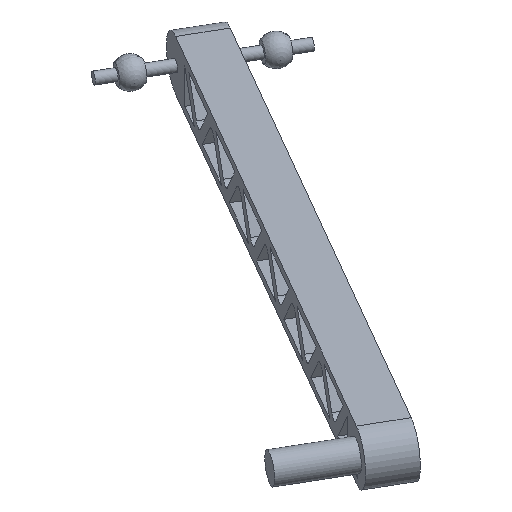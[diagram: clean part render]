
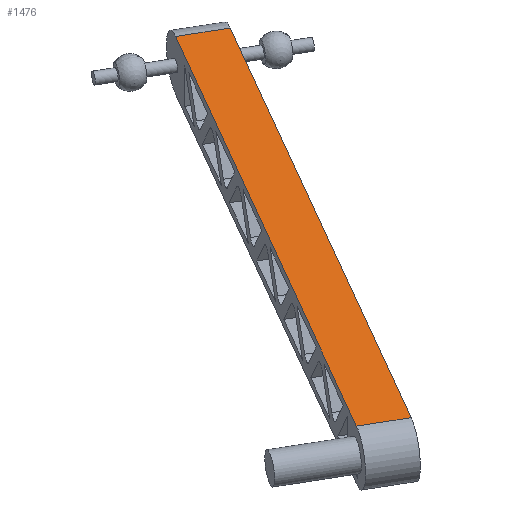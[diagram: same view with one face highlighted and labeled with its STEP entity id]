
A CAD part, isometric view. The second image highlights one B-rep face of the part: STEP entity #1476.
In plain terms, the highlighted face is planar.
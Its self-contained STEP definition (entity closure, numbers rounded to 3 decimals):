
#96=PLANE('',#1628);
#208=FACE_OUTER_BOUND('',#319,.T.);
#319=EDGE_LOOP('',(#1378,#1379,#1380,#1381));
#336=LINE('',#2132,#487);
#458=LINE('',#2423,#609);
#470=LINE('',#2449,#621);
#471=LINE('',#2451,#622);
#487=VECTOR('',#1740,10.);
#609=VECTOR('',#1994,10.);
#621=VECTOR('',#2030,10.);
#622=VECTOR('',#2033,10.);
#694=VERTEX_POINT('',#2129);
#695=VERTEX_POINT('',#2131);
#797=VERTEX_POINT('',#2421);
#798=VERTEX_POINT('',#2422);
#835=EDGE_CURVE('',#694,#695,#336,.T.);
#980=EDGE_CURVE('',#797,#798,#458,.T.);
#994=EDGE_CURVE('',#797,#695,#470,.T.);
#995=EDGE_CURVE('',#798,#694,#471,.T.);
#1378=ORIENTED_EDGE('',*,*,#980,.F.);
#1379=ORIENTED_EDGE('',*,*,#994,.T.);
#1380=ORIENTED_EDGE('',*,*,#835,.F.);
#1381=ORIENTED_EDGE('',*,*,#995,.F.);
#1476=ADVANCED_FACE('',(#208),#96,.T.);
#1628=AXIS2_PLACEMENT_3D('',#2450,#2031,#2032);
#1740=DIRECTION('',(-1.,0.,0.));
#1994=DIRECTION('',(1.,0.,0.));
#2030=DIRECTION('',(0.,1.,0.));
#2031=DIRECTION('center_axis',(0.,0.,-1.));
#2032=DIRECTION('ref_axis',(-1.,0.,0.));
#2033=DIRECTION('',(0.,1.,0.));
#2129=CARTESIAN_POINT('',(147.875,6.,-7.5));
#2131=CARTESIAN_POINT('',(0.,6.,-7.5));
#2132=CARTESIAN_POINT('',(147.875,6.,-7.5));
#2421=CARTESIAN_POINT('',(0.,-6.,-7.5));
#2422=CARTESIAN_POINT('',(147.875,-6.,-7.5));
#2423=CARTESIAN_POINT('',(147.875,-6.,-7.5));
#2449=CARTESIAN_POINT('',(0.,0.,-7.5));
#2450=CARTESIAN_POINT('Origin',(147.875,0.,-7.5));
#2451=CARTESIAN_POINT('',(147.875,0.,-7.5));
